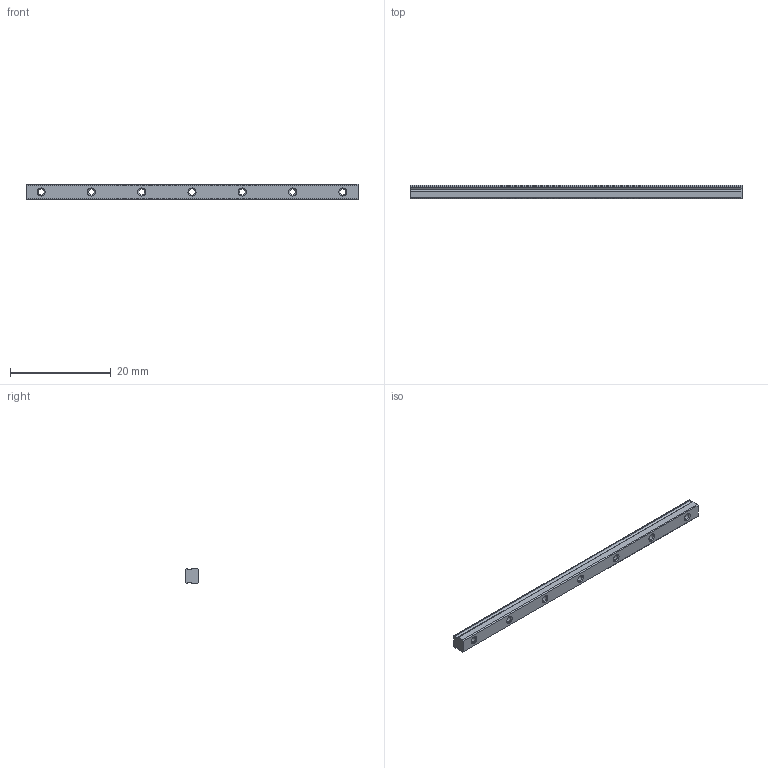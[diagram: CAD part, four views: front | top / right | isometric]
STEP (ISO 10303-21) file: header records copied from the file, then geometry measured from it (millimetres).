
FILE_DESCRIPTION (( 'STEP AP203' ), '1' );
FILE_NAME ('_LWL366_Track_2_Default_sldprt.STEP', '2023-08-01T11:31:51', ( '' ), ( '' ), 'SwSTEP 2.0', 'SolidWorks 2022', '' );
FILE_SCHEMA (( 'CONFIG_CONTROL_DESIGN' ));
Length unit declared in the file: millimetre
Products named in the file (1): _LWL366_Track_2_Default_sldprt
Bounding box: 66 x 2.6 x 3 mm (x, y, z)
Volume: 464.4 mm3; surface area: 808.1 mm2
Topology: 1 solids, 1 shells, 57 faces, 137 edges, 82 vertices
Faces by surface type: cone 28, cylinder 17, plane 12
Entity records: 1754 total; most frequent: DIRECTION 315, CARTESIAN_POINT 277, ORIENTED_EDGE 274, EDGE_CURVE 137, AXIS2_PLACEMENT_3D 120, VERTEX_POINT 82, VECTOR 75, LINE 75
